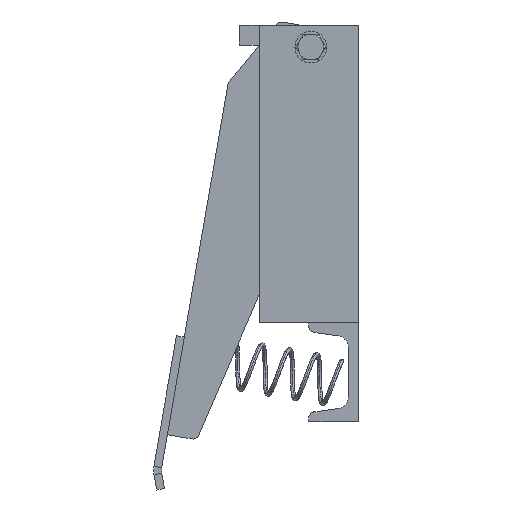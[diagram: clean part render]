
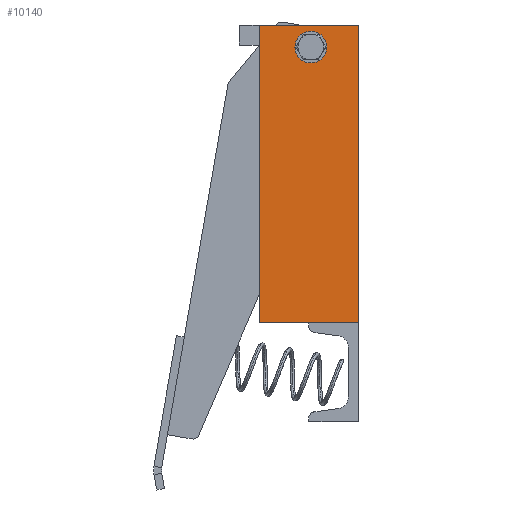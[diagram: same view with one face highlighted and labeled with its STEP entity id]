
A CAD part, left-side view. The second image highlights one B-rep face of the part: STEP entity #10140.
In plain terms, the highlighted planar face has unit normal (-1, 0, 0).
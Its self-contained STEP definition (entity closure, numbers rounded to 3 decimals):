
#218 = CARTESIAN_POINT ( 'NONE',  ( -10., 24., 143.25 ) ) ;
#554 = ORIENTED_EDGE ( 'NONE', *, *, #11341, .F. ) ;
#855 = DIRECTION ( 'NONE',  ( -1., 0., 0. ) ) ;
#1379 = ORIENTED_EDGE ( 'NONE', *, *, #4509, .F. ) ;
#1628 = EDGE_CURVE ( 'NONE', #11210, #2568, #7297, .T. ) ;
#1766 = FACE_BOUND ( 'NONE', #7488, .T. ) ;
#1832 = CARTESIAN_POINT ( 'NONE',  ( -10., 0., 150. ) ) ;
#1845 = VERTEX_POINT ( 'NONE', #218 ) ;
#1967 = DIRECTION ( 'NONE',  ( 0., 1., 0. ) ) ;
#1997 = AXIS2_PLACEMENT_3D ( 'NONE', #9873, #2050, #9815 ) ;
#2050 = DIRECTION ( 'NONE',  ( -1., 0., 0. ) ) ;
#2145 = AXIS2_PLACEMENT_3D ( 'NONE', #7514, #11059, #6636 ) ;
#2504 = CIRCLE ( 'NONE', #2145, 4.25 ) ;
#2568 = VERTEX_POINT ( 'NONE', #5951 ) ;
#2765 = LINE ( 'NONE', #3878, #8600 ) ;
#3200 = CARTESIAN_POINT ( 'NONE',  ( -10., 50., 0. ) ) ;
#3878 = CARTESIAN_POINT ( 'NONE',  ( -10., 50., 150. ) ) ;
#4145 = PLANE ( 'NONE',  #10831 ) ;
#4261 = EDGE_LOOP ( 'NONE', ( #7709, #8699, #1379, #10586 ) ) ;
#4372 = DIRECTION ( 'NONE',  ( 0., 0., 1. ) ) ;
#4509 = EDGE_CURVE ( 'NONE', #2568, #9361, #9619, .T. ) ;
#4671 = LINE ( 'NONE', #1832, #8231 ) ;
#4809 = CARTESIAN_POINT ( 'NONE',  ( -10., 24., 134.75 ) ) ;
#5289 = VERTEX_POINT ( 'NONE', #4809 ) ;
#5367 = DIRECTION ( 'NONE',  ( 0., -1., 0. ) ) ;
#5689 = VECTOR ( 'NONE', #9915, 1000. ) ;
#5951 = CARTESIAN_POINT ( 'NONE',  ( -10., 0., 0. ) ) ;
#6363 = CARTESIAN_POINT ( 'NONE',  ( -10., 0., 150. ) ) ;
#6636 = DIRECTION ( 'NONE',  ( 0., 0., 1. ) ) ;
#6809 = CARTESIAN_POINT ( 'NONE',  ( -10., 0., 150. ) ) ;
#6869 = VECTOR ( 'NONE', #1967, 1000. ) ;
#7297 = LINE ( 'NONE', #6363, #5689 ) ;
#7359 = CIRCLE ( 'NONE', #1997, 4.25 ) ;
#7488 = EDGE_LOOP ( 'NONE', ( #554, #9238 ) ) ;
#7514 = CARTESIAN_POINT ( 'NONE',  ( -10., 24., 139. ) ) ;
#7709 = ORIENTED_EDGE ( 'NONE', *, *, #8578, .F. ) ;
#8212 = DIRECTION ( 'NONE',  ( 0., 0., 1. ) ) ;
#8231 = VECTOR ( 'NONE', #5367, 1000. ) ;
#8578 = EDGE_CURVE ( 'NONE', #9938, #11210, #4671, .T. ) ;
#8600 = VECTOR ( 'NONE', #8212, 1000. ) ;
#8667 = FACE_OUTER_BOUND ( 'NONE', #4261, .T. ) ;
#8699 = ORIENTED_EDGE ( 'NONE', *, *, #9434, .F. ) ;
#8810 = CARTESIAN_POINT ( 'NONE',  ( -10., 0., 0. ) ) ;
#9238 = ORIENTED_EDGE ( 'NONE', *, *, #9980, .F. ) ;
#9314 = CARTESIAN_POINT ( 'NONE',  ( -10., 50., 150. ) ) ;
#9361 = VERTEX_POINT ( 'NONE', #3200 ) ;
#9434 = EDGE_CURVE ( 'NONE', #9361, #9938, #2765, .T. ) ;
#9619 = LINE ( 'NONE', #8810, #6869 ) ;
#9815 = DIRECTION ( 'NONE',  ( 0., 0., 1. ) ) ;
#9873 = CARTESIAN_POINT ( 'NONE',  ( -10., 24., 139. ) ) ;
#9915 = DIRECTION ( 'NONE',  ( 0., 0., -1. ) ) ;
#9938 = VERTEX_POINT ( 'NONE', #9314 ) ;
#9980 = EDGE_CURVE ( 'NONE', #5289, #1845, #2504, .T. ) ;
#10140 = ADVANCED_FACE ( 'NONE', ( #1766, #8667 ), #4145, .T. ) ;
#10586 = ORIENTED_EDGE ( 'NONE', *, *, #1628, .F. ) ;
#10831 = AXIS2_PLACEMENT_3D ( 'NONE', #11230, #855, #4372 ) ;
#11059 = DIRECTION ( 'NONE',  ( -1., 0., 0. ) ) ;
#11210 = VERTEX_POINT ( 'NONE', #6809 ) ;
#11230 = CARTESIAN_POINT ( 'NONE',  ( -10., 0., 150. ) ) ;
#11341 = EDGE_CURVE ( 'NONE', #1845, #5289, #7359, .T. ) ;
